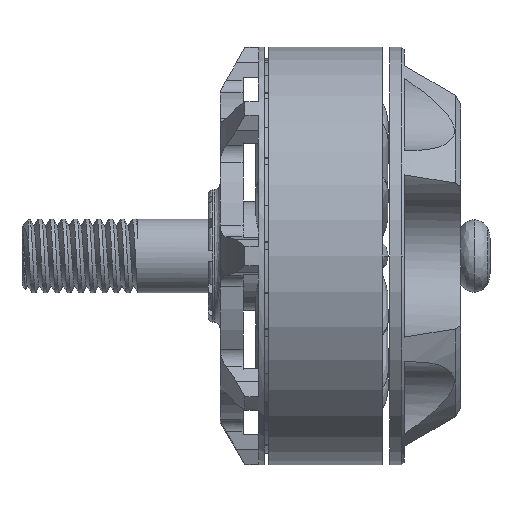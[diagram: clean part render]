
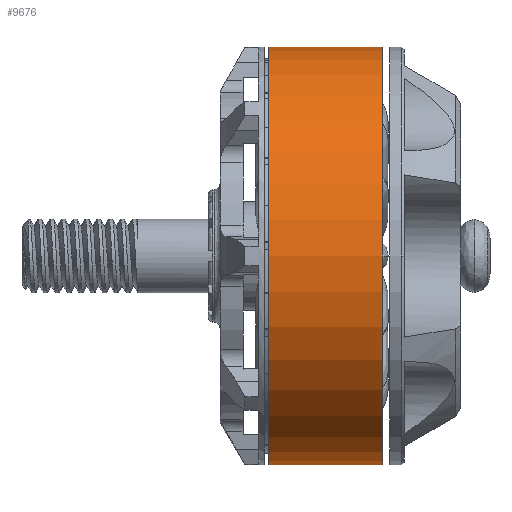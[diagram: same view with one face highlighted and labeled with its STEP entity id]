
A CAD part, left-side view. The second image highlights one B-rep face of the part: STEP entity #9676.
In plain terms, the highlighted cylindrical face has radius 14.15 mm (diameter 28.3 mm), a partial arc.
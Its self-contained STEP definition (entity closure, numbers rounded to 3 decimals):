
#832 = DIRECTION ( 'NONE',  ( 0., 0., 1. ) ) ;
#1217 = VECTOR ( 'NONE', #27371, 1000. ) ;
#1891 = EDGE_CURVE ( 'NONE', #23092, #24479, #13911, .T. ) ;
#3166 = DIRECTION ( 'NONE',  ( 0., 0., 1. ) ) ;
#3367 = EDGE_LOOP ( 'NONE', ( #20382, #12855, #18506, #19496 ) ) ;
#4512 = DIRECTION ( 'NONE',  ( 0., 0., 1. ) ) ;
#5495 = DIRECTION ( 'NONE',  ( 0., 1., 0. ) ) ;
#6752 = EDGE_CURVE ( 'NONE', #14840, #24479, #19890, .T. ) ;
#7540 = DIRECTION ( 'NONE',  ( 0., -1., 0. ) ) ;
#7681 = CARTESIAN_POINT ( 'NONE',  ( 0., 5.3, 14.15 ) ) ;
#8444 = CARTESIAN_POINT ( 'NONE',  ( 0., 5.3, -14.15 ) ) ;
#9335 = DIRECTION ( 'NONE',  ( 0., 1., 0. ) ) ;
#9485 = CARTESIAN_POINT ( 'NONE',  ( 0., 5.3, 0. ) ) ;
#9676 = ADVANCED_FACE ( 'NONE', ( #25821 ), #19343, .T. ) ;
#10220 = VERTEX_POINT ( 'NONE', #7681 ) ;
#10551 = CARTESIAN_POINT ( 'NONE',  ( 0., 31.021, -14.15 ) ) ;
#11923 = CARTESIAN_POINT ( 'NONE',  ( 0., 13.016, 14.15 ) ) ;
#12279 = CARTESIAN_POINT ( 'NONE',  ( 0., 31.021, 0. ) ) ;
#12855 = ORIENTED_EDGE ( 'NONE', *, *, #15018, .T. ) ;
#13098 = LINE ( 'NONE', #22561, #1217 ) ;
#13911 = CIRCLE ( 'NONE', #22551, 14.15 ) ;
#14603 = CARTESIAN_POINT ( 'NONE',  ( 0., 13.016, 0. ) ) ;
#14789 = DIRECTION ( 'NONE',  ( 0., 1., 0. ) ) ;
#14840 = VERTEX_POINT ( 'NONE', #8444 ) ;
#15018 = EDGE_CURVE ( 'NONE', #14840, #10220, #18996, .T. ) ;
#16120 = AXIS2_PLACEMENT_3D ( 'NONE', #9485, #9335, #4512 ) ;
#17799 = EDGE_CURVE ( 'NONE', #10220, #23092, #13098, .T. ) ;
#18329 = AXIS2_PLACEMENT_3D ( 'NONE', #12279, #5495, #832 ) ;
#18506 = ORIENTED_EDGE ( 'NONE', *, *, #17799, .T. ) ;
#18996 = CIRCLE ( 'NONE', #16120, 14.15 ) ;
#19343 = CYLINDRICAL_SURFACE ( 'NONE', #18329, 14.15 ) ;
#19496 = ORIENTED_EDGE ( 'NONE', *, *, #1891, .T. ) ;
#19890 = LINE ( 'NONE', #10551, #28876 ) ;
#20382 = ORIENTED_EDGE ( 'NONE', *, *, #6752, .F. ) ;
#22492 = CARTESIAN_POINT ( 'NONE',  ( 0., 13.016, -14.15 ) ) ;
#22551 = AXIS2_PLACEMENT_3D ( 'NONE', #14603, #7540, #3166 ) ;
#22561 = CARTESIAN_POINT ( 'NONE',  ( 0., 31.021, 14.15 ) ) ;
#23092 = VERTEX_POINT ( 'NONE', #11923 ) ;
#24479 = VERTEX_POINT ( 'NONE', #22492 ) ;
#25821 = FACE_OUTER_BOUND ( 'NONE', #3367, .T. ) ;
#27371 = DIRECTION ( 'NONE',  ( 0., 1., 0. ) ) ;
#28876 = VECTOR ( 'NONE', #14789, 1000. ) ;
